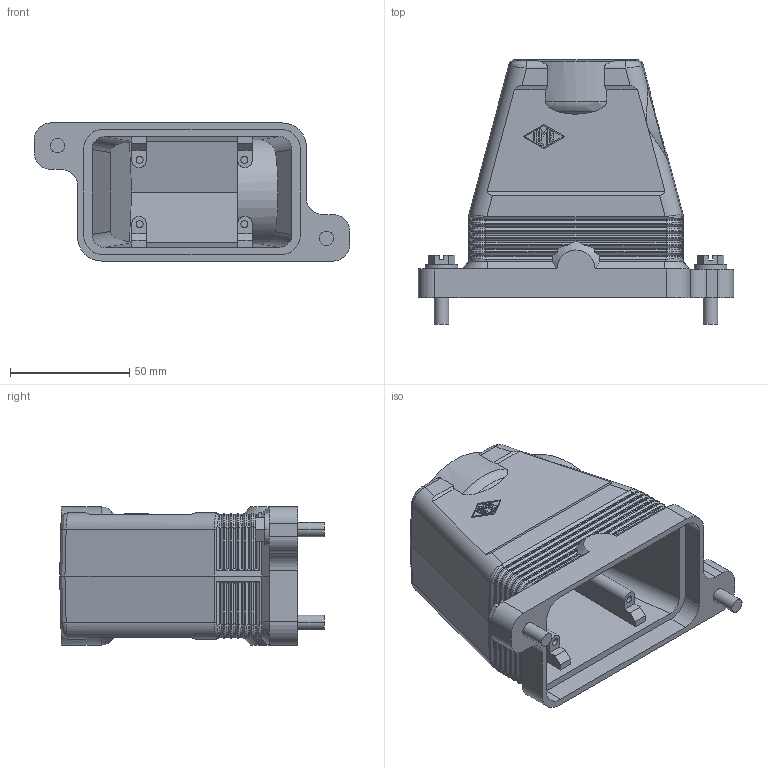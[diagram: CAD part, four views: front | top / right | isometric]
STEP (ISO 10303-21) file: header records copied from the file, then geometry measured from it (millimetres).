
FILE_DESCRIPTION(('Creo Elements/Direct Modeling STEP Export'),'2;1');
FILE_NAME('0ln7uvk4a3kiaj95048','2017-04-07T 9:09:20',(''),(''),'PTC Creo Elements/Direct Modeling STEP processor for AP214 (Solid Model)','PTC Creo Elements/Direct Modeling 19.0E 27-Jun-2016 (C) Parametric Technology GmbH','');
FILE_SCHEMA(('AUTOMOTIVE_DESIGN { 1 0 10303 214 1 1 1 1 }'));
Length unit declared in the file: millimetre
Products named in the file (1): CGO_06.21
Bounding box: 132.5 x 111.2 x 58 mm (x, y, z)
Volume: 144454.5 mm3; surface area: 63489.5 mm2
Topology: 1 solids, 1 shells, 509 faces, 1264 edges, 774 vertices
Faces by surface type: plane 245, cylinder 202, bspline 52, cone 8, torus 2
Entity records: 37685 total; most frequent: CARTESIAN_POINT 22051, ORIENTED_EDGE 2528, DIRECTION 2254, EDGE_CURVE 1264, VERTEX_POINT 774, VECTOR 764, LINE 764, AXIS2_PLACEMENT_3D 745
